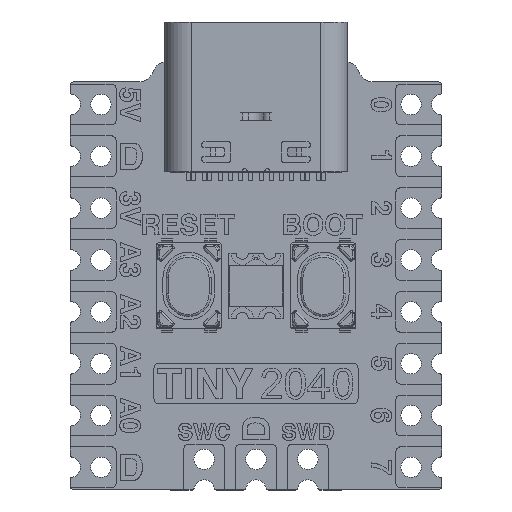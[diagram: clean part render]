
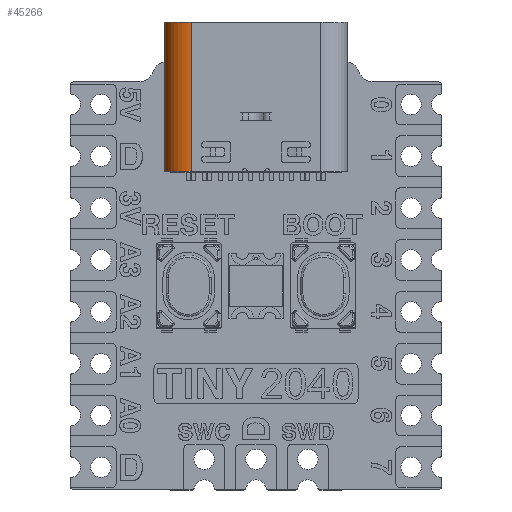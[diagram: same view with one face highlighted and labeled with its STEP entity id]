
A CAD part, top view. The second image highlights one B-rep face of the part: STEP entity #45266.
In plain terms, the highlighted cylindrical face has radius 1.295 mm (diameter 2.591 mm), a partial arc.
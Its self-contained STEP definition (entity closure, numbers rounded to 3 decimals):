
#3845=FACE_OUTER_BOUND('',#6509,.T.);
#6509=EDGE_LOOP('',(#31558,#31559,#31560,#31561));
#9514=LINE('',#63876,#14138);
#9515=LINE('',#63877,#14139);
#14138=VECTOR('',#52384,1000.);
#14139=VECTOR('',#52385,1000.);
#18475=CIRCLE('',#48114,1.295);
#18503=CIRCLE('',#48178,1.295);
#19794=VERTEX_POINT('',#63485);
#19796=VERTEX_POINT('',#63491);
#19855=VERTEX_POINT('',#63685);
#19857=VERTEX_POINT('',#63691);
#24286=EDGE_CURVE('',#19794,#19796,#18475,.T.);
#24389=EDGE_CURVE('',#19857,#19855,#18503,.T.);
#24484=EDGE_CURVE('',#19796,#19855,#9514,.T.);
#24485=EDGE_CURVE('',#19794,#19857,#9515,.T.);
#31558=ORIENTED_EDGE('',*,*,#24484,.T.);
#31559=ORIENTED_EDGE('',*,*,#24389,.F.);
#31560=ORIENTED_EDGE('',*,*,#24485,.F.);
#31561=ORIENTED_EDGE('',*,*,#24286,.T.);
#44544=CYLINDRICAL_SURFACE('',#48238,1.295);
#45266=ADVANCED_FACE('',(#3845),#44544,.T.);
#48114=AXIS2_PLACEMENT_3D('',#63493,#51993,#51994);
#48178=AXIS2_PLACEMENT_3D('',#63693,#52196,#52197);
#48238=AXIS2_PLACEMENT_3D('',#63875,#52382,#52383);
#51993=DIRECTION('center_axis',(0.,0.,1.));
#51994=DIRECTION('ref_axis',(-1.,0.,0.));
#52196=DIRECTION('center_axis',(0.,0.,1.));
#52197=DIRECTION('ref_axis',(-1.,0.,0.));
#52382=DIRECTION('center_axis',(0.,0.,1.));
#52383=DIRECTION('ref_axis',(1.,0.,0.));
#52384=DIRECTION('',(0.,0.,1.));
#52385=DIRECTION('',(0.,0.,1.));
#63485=CARTESIAN_POINT('',(4.47,1.965,-1.04));
#63491=CARTESIAN_POINT('',(3.175,3.26,-1.04));
#63493=CARTESIAN_POINT('Origin',(3.175,1.965,-1.04));
#63685=CARTESIAN_POINT('',(3.175,3.26,6.28));
#63691=CARTESIAN_POINT('',(4.47,1.965,6.28));
#63693=CARTESIAN_POINT('Origin',(3.175,1.965,6.28));
#63875=CARTESIAN_POINT('Origin',(3.175,1.965,-1.04));
#63876=CARTESIAN_POINT('',(3.175,3.26,-1.04));
#63877=CARTESIAN_POINT('',(4.47,1.965,-1.04));
